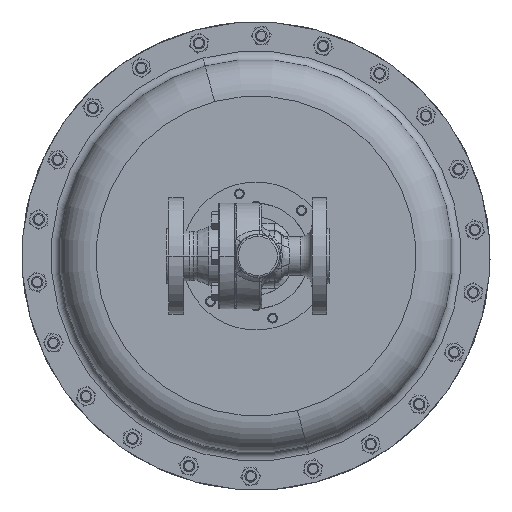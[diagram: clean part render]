
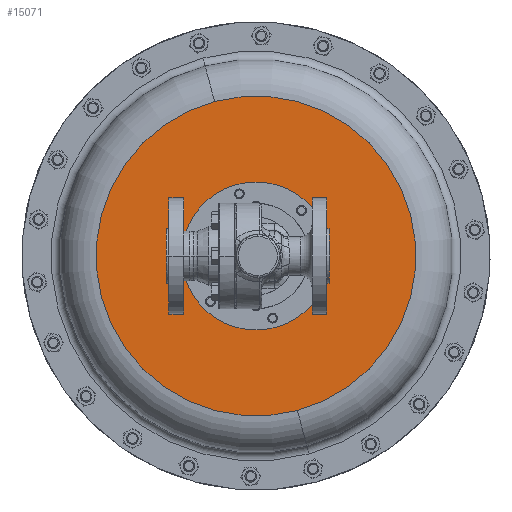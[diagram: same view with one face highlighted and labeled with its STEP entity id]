
A CAD part, front view. The second image highlights one B-rep face of the part: STEP entity #15071.
In plain terms, the highlighted planar face has unit normal (0, -1, 0).
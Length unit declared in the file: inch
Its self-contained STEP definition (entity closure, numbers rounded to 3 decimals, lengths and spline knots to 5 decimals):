
#2435 = VERTEX_POINT ( 'NONE', #10034 ) ;
#3384 = CIRCLE ( 'NONE', #22852, 2.375 ) ;
#3594 = DIRECTION ( 'NONE',  ( 0., 1., 0. ) ) ;
#3717 = CARTESIAN_POINT ( 'NONE',  ( -0.185, 7.5925, 0. ) ) ;
#4955 = DIRECTION ( 'NONE',  ( -0.707, 0., 0.707 ) ) ;
#4988 = DIRECTION ( 'NONE',  ( 0., 1., 0. ) ) ;
#5077 = CARTESIAN_POINT ( 'NONE',  ( -0.185, 7.5925, 0. ) ) ;
#5541 = AXIS2_PLACEMENT_3D ( 'NONE', #3717, #3594, #11061 ) ;
#6231 = EDGE_CURVE ( 'NONE', #2435, #22476, #30327, .T. ) ;
#6927 = DIRECTION ( 'NONE',  ( 0., 1., 0. ) ) ;
#8524 = EDGE_CURVE ( 'NONE', #30757, #25187, #33918, .T. ) ;
#10034 = CARTESIAN_POINT ( 'NONE',  ( 1.14145, 7.5925, -4.95037 ) ) ;
#11061 = DIRECTION ( 'NONE',  ( 0.259, 0., -0.966 ) ) ;
#12131 = DIRECTION ( 'NONE',  ( 0., 1., 0. ) ) ;
#12914 = ORIENTED_EDGE ( 'NONE', *, *, #6231, .F. ) ;
#13343 = ORIENTED_EDGE ( 'NONE', *, *, #36154, .F. ) ;
#13558 = CARTESIAN_POINT ( 'NONE',  ( -1.51145, 7.5925, 4.95037 ) ) ;
#13876 = FACE_OUTER_BOUND ( 'NONE', #22821, .T. ) ;
#14359 = ORIENTED_EDGE ( 'NONE', *, *, #8524, .T. ) ;
#14689 = ORIENTED_EDGE ( 'NONE', *, *, #28355, .T. ) ;
#15071 = ADVANCED_FACE ( 'NONE', ( #13876, #37372 ), #33133, .T. ) ;
#17458 = EDGE_LOOP ( 'NONE', ( #14359, #14689 ) ) ;
#19436 = CIRCLE ( 'NONE', #29385, 5.125 ) ;
#20689 = AXIS2_PLACEMENT_3D ( 'NONE', #5077, #4988, #4955 ) ;
#22476 = VERTEX_POINT ( 'NONE', #13558 ) ;
#22821 = EDGE_LOOP ( 'NONE', ( #12914, #13343 ) ) ;
#22852 = AXIS2_PLACEMENT_3D ( 'NONE', #29714, #12131, #32684 ) ;
#24500 = CARTESIAN_POINT ( 'NONE',  ( -0.185, 7.5925, 0. ) ) ;
#25187 = VERTEX_POINT ( 'NONE', #28875 ) ;
#27421 = DIRECTION ( 'NONE',  ( 0.259, 0., -0.966 ) ) ;
#28355 = EDGE_CURVE ( 'NONE', #25187, #30757, #3384, .T. ) ;
#28875 = CARTESIAN_POINT ( 'NONE',  ( -1.86438, 7.5925, 1.67938 ) ) ;
#29385 = AXIS2_PLACEMENT_3D ( 'NONE', #24500, #6927, #27421 ) ;
#29714 = CARTESIAN_POINT ( 'NONE',  ( -0.185, 7.5925, 0. ) ) ;
#30327 = CIRCLE ( 'NONE', #5541, 5.125 ) ;
#30757 = VERTEX_POINT ( 'NONE', #30933 ) ;
#30933 = CARTESIAN_POINT ( 'NONE',  ( 1.49438, 7.5925, -1.67938 ) ) ;
#32684 = DIRECTION ( 'NONE',  ( -0.707, 0., 0.707 ) ) ;
#32736 = DIRECTION ( 'NONE',  ( -0.259, 0., 0.966 ) ) ;
#32821 = DIRECTION ( 'NONE',  ( 0., -1., 0. ) ) ;
#32876 = CARTESIAN_POINT ( 'NONE',  ( -5.13537, 7.5925, -1.32645 ) ) ;
#33133 = PLANE ( 'NONE',  #34280 ) ;
#33918 = CIRCLE ( 'NONE', #20689, 2.375 ) ;
#34280 = AXIS2_PLACEMENT_3D ( 'NONE', #32876, #32821, #32736 ) ;
#36154 = EDGE_CURVE ( 'NONE', #22476, #2435, #19436, .T. ) ;
#37372 = FACE_BOUND ( 'NONE', #17458, .T. ) ;
